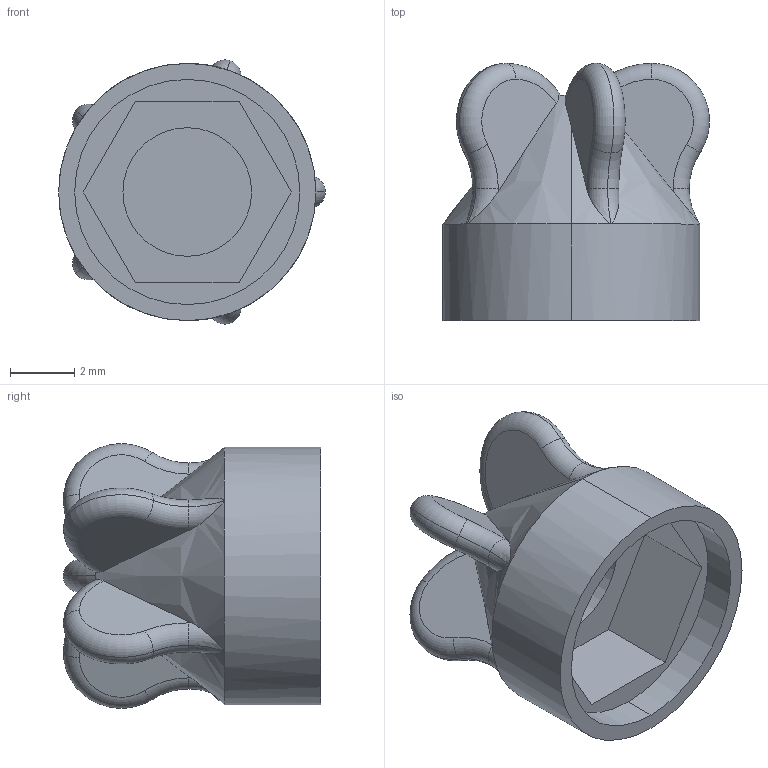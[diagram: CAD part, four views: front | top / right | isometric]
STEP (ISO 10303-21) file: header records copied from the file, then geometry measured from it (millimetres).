
FILE_DESCRIPTION (( 'STEP AP214' ), '1' );
FILE_NAME ('Pieza3.a.2.STEP', '2020-06-10T01:14:23', ( '' ), ( '' ), 'SwSTEP 2.0', 'SolidWorks 2013', '' );
FILE_SCHEMA (( 'AUTOMOTIVE_DESIGN' ));
Length unit declared in the file: millimetre
Products named in the file (1): Pieza3.a.2
Bounding box: 8.29 x 8 x 8.22 mm (x, y, z)
Volume: 156.4 mm3; surface area: 376.7 mm2
Topology: 1 solids, 1 shells, 73 faces, 178 edges, 110 vertices
Faces by surface type: torus 40, plane 21, cylinder 6, cone 6
Entity records: 2417 total; most frequent: CARTESIAN_POINT 651, DIRECTION 397, ORIENTED_EDGE 356, AXIS2_PLACEMENT_3D 186, EDGE_CURVE 178, CIRCLE 112, VERTEX_POINT 110, EDGE_LOOP 76
